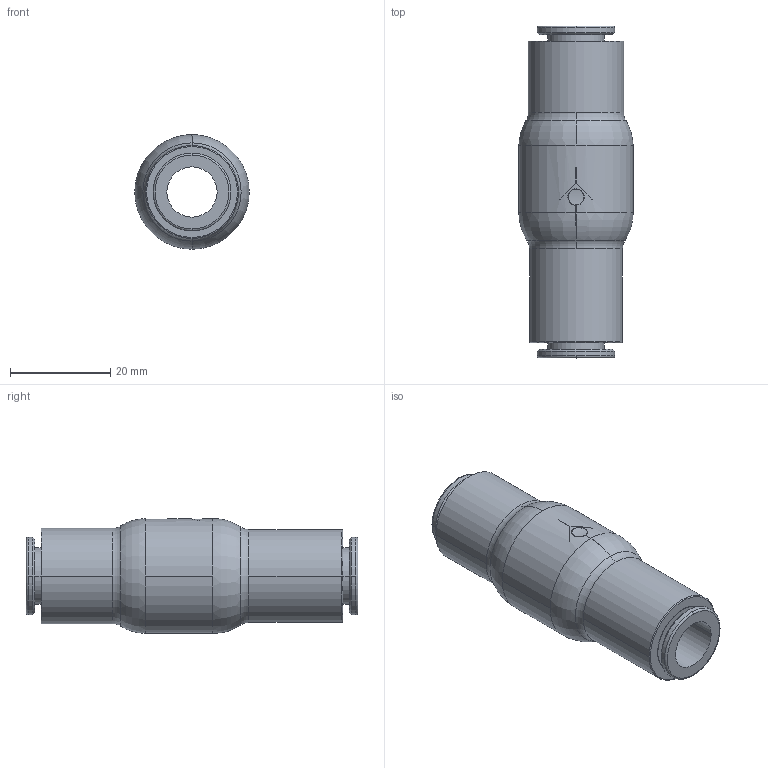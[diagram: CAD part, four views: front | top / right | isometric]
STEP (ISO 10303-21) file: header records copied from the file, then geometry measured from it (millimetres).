
FILE_DESCRIPTION(('STEP AP214'),'1');
FILE_NAME('7996_10_00.stp','2016-07-07T14:53:32',('TraceParts'),('TraceParts S.A.'),'Spatial InterOp 3D',' ',' ');
FILE_SCHEMA(('automotive_design'));
Length unit declared in the file: millimetre
Products named in the file (1): 1
Bounding box: 22.8 x 66.05 x 22.8 mm (x, y, z)
Volume: 15050.1 mm3; surface area: 6944.1 mm2
Topology: 1 solids, 1 shells, 67 faces, 168 edges, 111 vertices
Faces by surface type: cylinder 26, plane 23, torus 14, cone 4
Entity records: 2229 total; most frequent: CARTESIAN_POINT 523, DIRECTION 392, ORIENTED_EDGE 336, EDGE_CURVE 168, AXIS2_PLACEMENT_3D 167, VERTEX_POINT 111, CIRCLE 95, EDGE_LOOP 77
